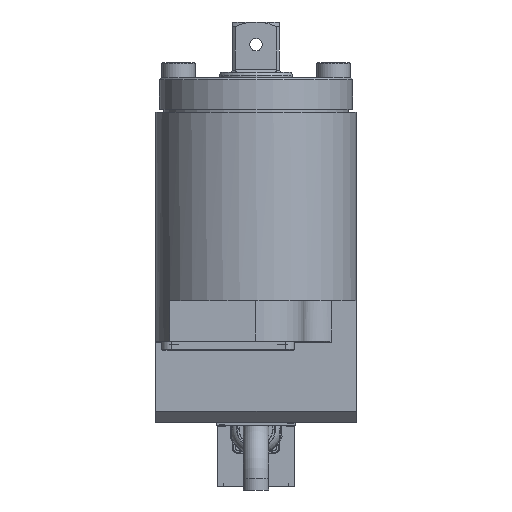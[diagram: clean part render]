
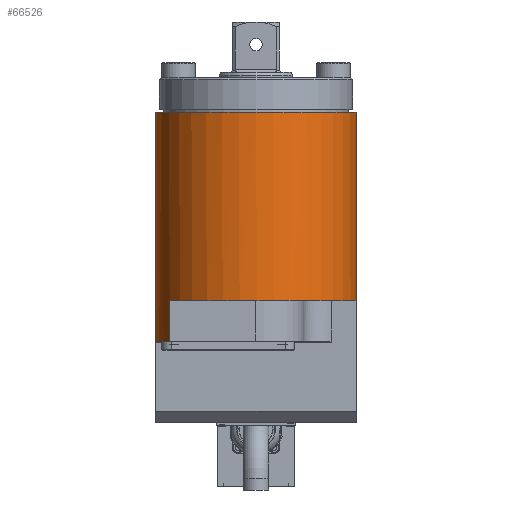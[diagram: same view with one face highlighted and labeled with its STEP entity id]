
A CAD part, left-side view. The second image highlights one B-rep face of the part: STEP entity #66526.
In plain terms, the highlighted cylindrical face has radius 54.5 mm (diameter 109 mm), a partial arc.
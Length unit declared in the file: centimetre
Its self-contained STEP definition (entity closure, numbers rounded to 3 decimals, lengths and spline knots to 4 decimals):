
#7170=FACE_OUTER_BOUND('',#10981,.T.);
#10981=EDGE_LOOP('',(#59323,#59324,#59325,#59326,#59327,#59328));
#13216=CIRCLE('',#71279,5.45);
#13341=CIRCLE('',#71495,5.45);
#13342=CIRCLE('',#71497,5.45);
#20609=LINE('',#147072,#26222);
#20697=LINE('',#149698,#26310);
#20698=LINE('',#149701,#26311);
#26222=VECTOR('',#85945,2.2);
#26310=VECTOR('',#86471,10.2);
#26311=VECTOR('',#86474,12.4);
#32191=VERTEX_POINT('',#147070);
#32192=VERTEX_POINT('',#147071);
#32194=VERTEX_POINT('',#147078);
#32356=VERTEX_POINT('',#149693);
#32357=VERTEX_POINT('',#149697);
#32358=VERTEX_POINT('',#149699);
#41313=EDGE_CURVE('',#32191,#32192,#20609,.T.);
#41317=EDGE_CURVE('',#32192,#32194,#13216,.T.);
#41565=EDGE_CURVE('',#32356,#32191,#13341,.T.);
#41566=EDGE_CURVE('',#32357,#32356,#20697,.T.);
#41567=EDGE_CURVE('',#32357,#32358,#13342,.T.);
#41568=EDGE_CURVE('',#32358,#32194,#20698,.T.);
#59323=ORIENTED_EDGE('',*,*,#41565,.F.);
#59324=ORIENTED_EDGE('',*,*,#41566,.F.);
#59325=ORIENTED_EDGE('',*,*,#41567,.T.);
#59326=ORIENTED_EDGE('',*,*,#41568,.T.);
#59327=ORIENTED_EDGE('',*,*,#41317,.F.);
#59328=ORIENTED_EDGE('',*,*,#41313,.F.);
#63345=CYLINDRICAL_SURFACE('',#71496,5.45);
#66526=ADVANCED_FACE('',(#7170),#63345,.T.);
#71279=AXIS2_PLACEMENT_3D('',#147079,#85951,#85952);
#71495=AXIS2_PLACEMENT_3D('',#149695,#86467,#86468);
#71496=AXIS2_PLACEMENT_3D('',#149696,#86469,#86470);
#71497=AXIS2_PLACEMENT_3D('',#149700,#86472,#86473);
#85945=DIRECTION('',(0.,0.,-1.));
#85951=DIRECTION('center_axis',(0.,0.,
-1.));
#85952=DIRECTION('ref_axis',(-0.514,0.858,0.));
#86467=DIRECTION('center_axis',(0.,0.,
-1.));
#86468=DIRECTION('ref_axis',(0.,-1.,0.));
#86469=DIRECTION('center_axis',(0.,0.,
-1.));
#86470=DIRECTION('ref_axis',(-1.,0.,0.));
#86471=DIRECTION('',(0.,0.,-1.));
#86472=DIRECTION('center_axis',(0.,0.,
-1.));
#86473=DIRECTION('ref_axis',(0.,-1.,0.));
#86474=DIRECTION('',(0.,0.,-1.));
#147070=CARTESIAN_POINT('',(-7.7,4.6757,1.1));
#147071=CARTESIAN_POINT('',(-7.7,4.6757,-1.1));
#147072=CARTESIAN_POINT('',(-7.7,4.6757,1.1));
#147078=CARTESIAN_POINT('',(-4.9,5.45,-1.1));
#147079=CARTESIAN_POINT('Origin',(-4.9,0.,
-1.1));
#149693=CARTESIAN_POINT('',(-4.9,-5.45,1.1));
#149695=CARTESIAN_POINT('Origin',(-4.9,0.,
1.1));
#149696=CARTESIAN_POINT('Origin',(-4.9,0.,
11.3));
#149697=CARTESIAN_POINT('',(-4.9,-5.45,11.3));
#149698=CARTESIAN_POINT('',(-4.9,-5.45,11.3));
#149699=CARTESIAN_POINT('',(-4.9,5.45,11.3));
#149700=CARTESIAN_POINT('Origin',(-4.9,0.,
11.3));
#149701=CARTESIAN_POINT('',(-4.9,5.45,11.3));
